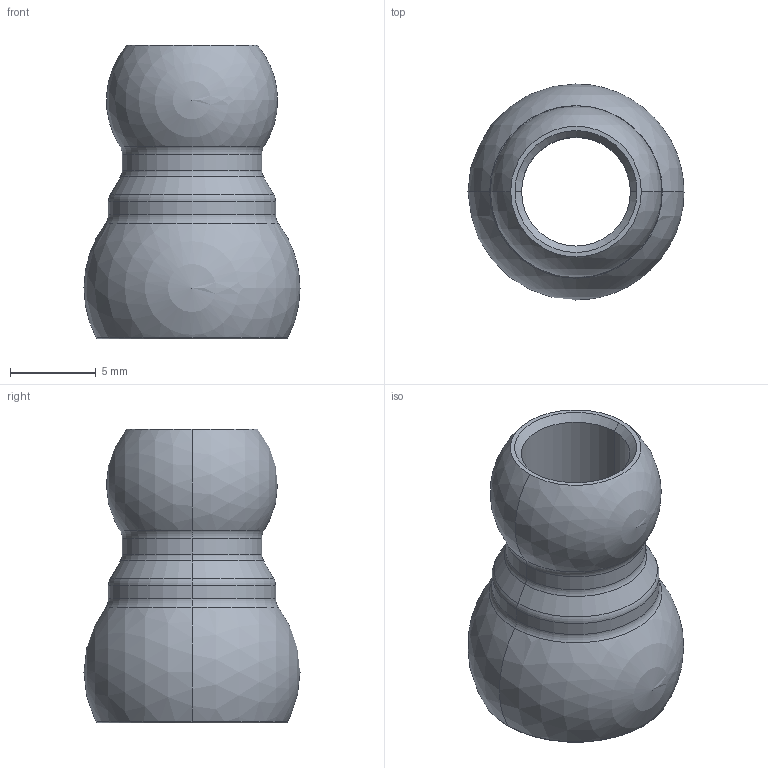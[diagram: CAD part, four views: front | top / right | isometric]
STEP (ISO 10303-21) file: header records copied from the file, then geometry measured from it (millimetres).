
FILE_DESCRIPTION (( 'STEP AP214' ), '1' );
FILE_NAME ('10MM x 1-4Loc-Line.STEP', '2019-10-30T22:00:32', ( '' ), ( '' ), 'SwSTEP 2.0', 'SolidWorks 2019', '' );
FILE_SCHEMA (( 'AUTOMOTIVE_DESIGN' ));
Length unit declared in the file: inch
Products named in the file (1): 10MM x 1-4Loc-Line
Bounding box: 12.6 x 12.6 x 17.14 mm (x, y, z)
Volume: 760.4 mm3; surface area: 1022.1 mm2
Topology: 1 solids, 1 shells, 32 faces, 74 edges, 40 vertices
Faces by surface type: torus 10, cylinder 8, cone 8, sphere 4, plane 2
Entity records: 872 total; most frequent: DIRECTION 178, CARTESIAN_POINT 131, ORIENTED_EDGE 128, AXIS2_PLACEMENT_3D 81, EDGE_CURVE 64, CIRCLE 48, VERTEX_POINT 34, EDGE_LOOP 34
